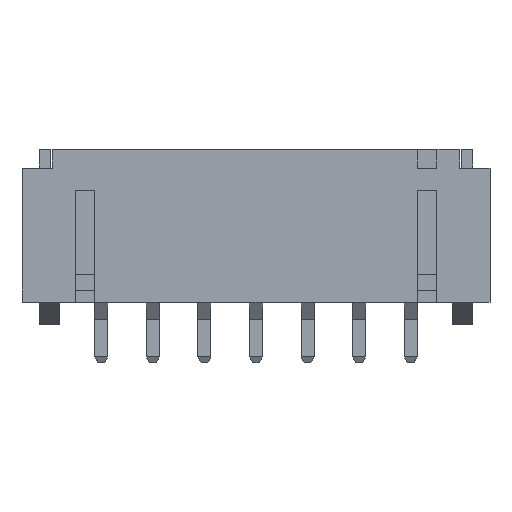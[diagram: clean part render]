
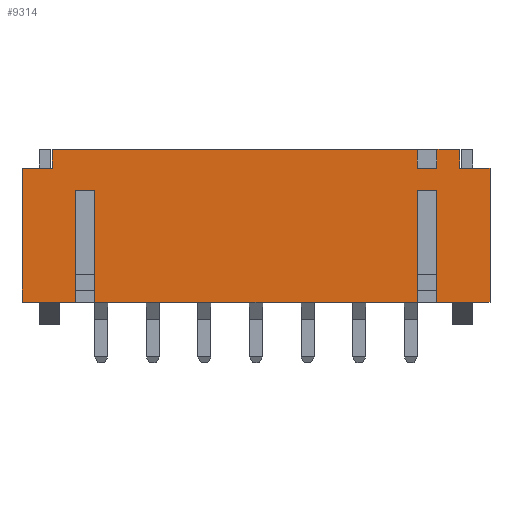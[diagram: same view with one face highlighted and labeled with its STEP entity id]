
A CAD part, top view. The second image highlights one B-rep face of the part: STEP entity #9314.
In plain terms, the highlighted planar face has unit normal (0, 0, 1).
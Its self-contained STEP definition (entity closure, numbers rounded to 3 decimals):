
#410=ORIENTED_EDGE('',*,*,#2347,.F.);
#411=ORIENTED_EDGE('',*,*,#2348,.F.);
#412=ORIENTED_EDGE('',*,*,#2349,.F.);
#413=ORIENTED_EDGE('',*,*,#2310,.F.);
#414=ORIENTED_EDGE('',*,*,#2350,.F.);
#415=ORIENTED_EDGE('',*,*,#2351,.T.);
#416=ORIENTED_EDGE('',*,*,#2352,.T.);
#417=ORIENTED_EDGE('',*,*,#2334,.T.);
#418=ORIENTED_EDGE('',*,*,#2353,.T.);
#419=ORIENTED_EDGE('',*,*,#2354,.T.);
#420=ORIENTED_EDGE('',*,*,#2355,.T.);
#421=ORIENTED_EDGE('',*,*,#2356,.T.);
#422=ORIENTED_EDGE('',*,*,#2357,.T.);
#423=ORIENTED_EDGE('',*,*,#2358,.T.);
#424=ORIENTED_EDGE('',*,*,#2359,.T.);
#425=ORIENTED_EDGE('',*,*,#2346,.T.);
#426=ORIENTED_EDGE('',*,*,#2360,.T.);
#427=ORIENTED_EDGE('',*,*,#2361,.F.);
#428=ORIENTED_EDGE('',*,*,#2362,.T.);
#429=ORIENTED_EDGE('',*,*,#2306,.F.);
#2306=EDGE_CURVE('',#3274,#3275,#3904,.T.);
#2310=EDGE_CURVE('',#3278,#3279,#3908,.T.);
#2334=EDGE_CURVE('',#3302,#3301,#3932,.T.);
#2346=EDGE_CURVE('',#3295,#3313,#3944,.T.);
#2347=EDGE_CURVE('',#3314,#3274,#3945,.T.);
#2348=EDGE_CURVE('',#3315,#3314,#3946,.T.);
#2349=EDGE_CURVE('',#3279,#3315,#3947,.T.);
#2350=EDGE_CURVE('',#3316,#3278,#3948,.T.);
#2351=EDGE_CURVE('',#3316,#3317,#3949,.T.);
#2352=EDGE_CURVE('',#3317,#3302,#3950,.T.);
#2353=EDGE_CURVE('',#3301,#3318,#3951,.T.);
#2354=EDGE_CURVE('',#3318,#3319,#3952,.T.);
#2355=EDGE_CURVE('',#3319,#3320,#3953,.T.);
#2356=EDGE_CURVE('',#3320,#3321,#3954,.T.);
#2357=EDGE_CURVE('',#3321,#3322,#3955,.T.);
#2358=EDGE_CURVE('',#3322,#3323,#3956,.T.);
#2359=EDGE_CURVE('',#3323,#3295,#3957,.T.);
#2360=EDGE_CURVE('',#3313,#3324,#3958,.T.);
#2361=EDGE_CURVE('',#3325,#3324,#3959,.T.);
#2362=EDGE_CURVE('',#3325,#3275,#3960,.T.);
#3274=VERTEX_POINT('',#11552);
#3275=VERTEX_POINT('',#11554);
#3278=VERTEX_POINT('',#11560);
#3279=VERTEX_POINT('',#11562);
#3295=VERTEX_POINT('',#11599);
#3301=VERTEX_POINT('',#11611);
#3302=VERTEX_POINT('',#11613);
#3313=VERTEX_POINT('',#11635);
#3314=VERTEX_POINT('',#11639);
#3315=VERTEX_POINT('',#11641);
#3316=VERTEX_POINT('',#11644);
#3317=VERTEX_POINT('',#11646);
#3318=VERTEX_POINT('',#11649);
#3319=VERTEX_POINT('',#11651);
#3320=VERTEX_POINT('',#11653);
#3321=VERTEX_POINT('',#11655);
#3322=VERTEX_POINT('',#11657);
#3323=VERTEX_POINT('',#11659);
#3324=VERTEX_POINT('',#11662);
#3325=VERTEX_POINT('',#11664);
#3904=LINE('',#11553,#4608);
#3908=LINE('',#11561,#4612);
#3932=LINE('',#11612,#4636);
#3944=LINE('',#11636,#4648);
#3945=LINE('',#11638,#4649);
#3946=LINE('',#11640,#4650);
#3947=LINE('',#11642,#4651);
#3948=LINE('',#11643,#4652);
#3949=LINE('',#11645,#4653);
#3950=LINE('',#11647,#4654);
#3951=LINE('',#11648,#4655);
#3952=LINE('',#11650,#4656);
#3953=LINE('',#11652,#4657);
#3954=LINE('',#11654,#4658);
#3955=LINE('',#11656,#4659);
#3956=LINE('',#11658,#4660);
#3957=LINE('',#11660,#4661);
#3958=LINE('',#11661,#4662);
#3959=LINE('',#11663,#4663);
#3960=LINE('',#11665,#4664);
#4608=VECTOR('',#10116,1000.);
#4612=VECTOR('',#10120,1000.);
#4636=VECTOR('',#10152,1000.);
#4648=VECTOR('',#10164,1000.);
#4649=VECTOR('',#10167,1000.);
#4650=VECTOR('',#10168,1000.);
#4651=VECTOR('',#10169,1000.);
#4652=VECTOR('',#10170,1000.);
#4653=VECTOR('',#10171,1000.);
#4654=VECTOR('',#10172,1000.);
#4655=VECTOR('',#10173,1000.);
#4656=VECTOR('',#10174,1000.);
#4657=VECTOR('',#10175,1000.);
#4658=VECTOR('',#10176,1000.);
#4659=VECTOR('',#10177,1000.);
#4660=VECTOR('',#10178,1000.);
#4661=VECTOR('',#10179,1000.);
#4662=VECTOR('',#10180,1000.);
#4663=VECTOR('',#10181,1000.);
#4664=VECTOR('',#10182,1000.);
#5302=EDGE_LOOP('',(#410,#411,#412,#413,#414,#415,#416,#417,#418,#419,#420,
#421,#422,#423,#424,#425,#426,#427,#428,#429));
#5732=FACE_BOUND('',#5302,.T.);
#6161=PLANE('',#9738);
#9314=ADVANCED_FACE('',(#5732),#6161,.T.);
#9738=AXIS2_PLACEMENT_3D('',#11637,#10165,#10166);
#10116=DIRECTION('',(1.,0.,0.));
#10120=DIRECTION('',(1.,0.,0.));
#10152=DIRECTION('',(1.,0.,0.));
#10164=DIRECTION('',(1.,0.,0.));
#10165=DIRECTION('',(0.,0.,1.));
#10166=DIRECTION('',(1.,0.,0.));
#10167=DIRECTION('',(0.,1.,0.));
#10168=DIRECTION('',(1.,0.,0.));
#10169=DIRECTION('',(0.,-1.,0.));
#10170=DIRECTION('',(0.,1.,0.));
#10171=DIRECTION('',(-1.,0.,0.));
#10172=DIRECTION('',(0.,-1.,0.));
#10173=DIRECTION('',(0.,1.,0.));
#10174=DIRECTION('',(1.,0.,0.));
#10175=DIRECTION('',(0.,-1.,0.));
#10176=DIRECTION('',(1.,0.,0.));
#10177=DIRECTION('',(0.,1.,0.));
#10178=DIRECTION('',(1.,0.,0.));
#10179=DIRECTION('',(0.,-1.,0.));
#10180=DIRECTION('',(0.,1.,0.));
#10181=DIRECTION('',(1.,0.,0.));
#10182=DIRECTION('',(0.,1.,0.));
#11552=CARTESIAN_POINT('',(7.016,8.255,5.385));
#11553=CARTESIAN_POINT('',(-7.905,8.255,5.385));
#11554=CARTESIAN_POINT('',(7.905,8.255,5.385));
#11560=CARTESIAN_POINT('',(-7.905,8.255,5.385));
#11561=CARTESIAN_POINT('',(-7.905,8.255,5.385));
#11562=CARTESIAN_POINT('',(6.254,8.255,5.385));
#11599=CARTESIAN_POINT('',(7.016,2.337,5.385));
#11611=CARTESIAN_POINT('',(-7.016,2.337,5.385));
#11612=CARTESIAN_POINT('',(-7.905,2.337,5.385));
#11613=CARTESIAN_POINT('',(-9.073,2.337,5.385));
#11635=CARTESIAN_POINT('',(9.073,2.337,5.385));
#11636=CARTESIAN_POINT('',(-7.905,2.337,5.385));
#11637=CARTESIAN_POINT('',(-7.905,2.337,5.385));
#11638=CARTESIAN_POINT('',(7.016,7.521,5.385));
#11639=CARTESIAN_POINT('',(7.016,7.521,5.385));
#11640=CARTESIAN_POINT('',(6.254,7.521,5.385));
#11641=CARTESIAN_POINT('',(6.254,7.521,5.385));
#11642=CARTESIAN_POINT('',(6.254,8.255,5.385));
#11643=CARTESIAN_POINT('',(-7.905,2.337,5.385));
#11644=CARTESIAN_POINT('',(-7.905,7.521,5.385));
#11645=CARTESIAN_POINT('',(-7.6,7.521,5.385));
#11646=CARTESIAN_POINT('',(-9.073,7.521,5.385));
#11647=CARTESIAN_POINT('',(-9.073,7.521,5.385));
#11648=CARTESIAN_POINT('',(-7.016,2.337,5.385));
#11649=CARTESIAN_POINT('',(-7.016,6.655,5.385));
#11650=CARTESIAN_POINT('',(-7.016,6.655,5.385));
#11651=CARTESIAN_POINT('',(-6.254,6.655,5.385));
#11652=CARTESIAN_POINT('',(-6.254,6.655,5.385));
#11653=CARTESIAN_POINT('',(-6.254,2.337,5.385));
#11654=CARTESIAN_POINT('',(-7.905,2.337,5.385));
#11655=CARTESIAN_POINT('',(6.254,2.337,5.385));
#11656=CARTESIAN_POINT('',(6.254,2.337,5.385));
#11657=CARTESIAN_POINT('',(6.254,6.655,5.385));
#11658=CARTESIAN_POINT('',(6.254,6.655,5.385));
#11659=CARTESIAN_POINT('',(7.016,6.655,5.385));
#11660=CARTESIAN_POINT('',(7.016,6.655,5.385));
#11661=CARTESIAN_POINT('',(9.073,2.337,5.385));
#11662=CARTESIAN_POINT('',(9.073,7.521,5.385));
#11663=CARTESIAN_POINT('',(7.6,7.521,5.385));
#11664=CARTESIAN_POINT('',(7.905,7.521,5.385));
#11665=CARTESIAN_POINT('',(7.905,2.337,5.385));
